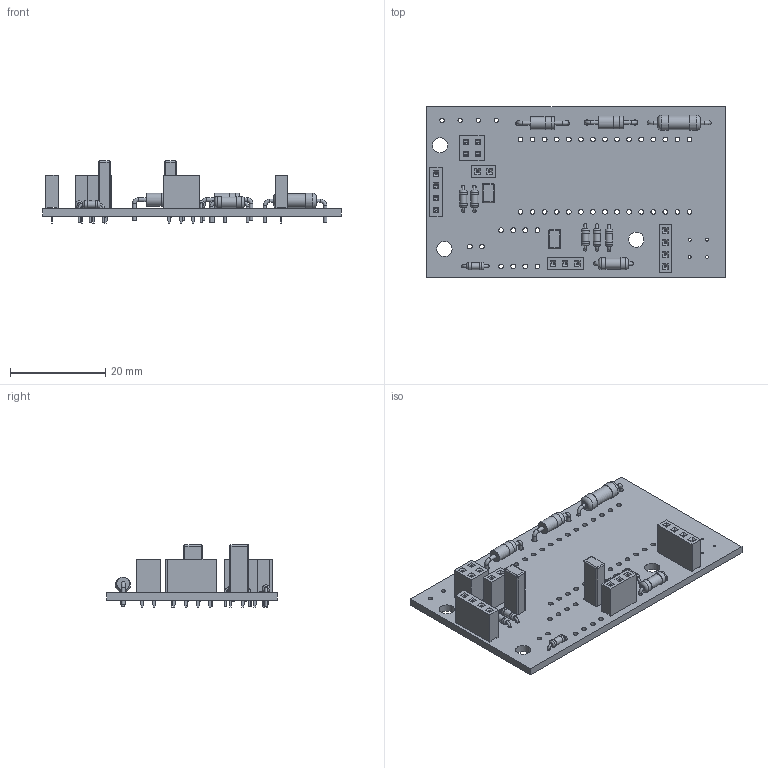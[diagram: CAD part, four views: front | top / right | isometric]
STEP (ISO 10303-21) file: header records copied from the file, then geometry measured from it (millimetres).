
FILE_DESCRIPTION(('KiCad electronic assembly'),'2;1');
FILE_NAME('TTSv4.step','2021-02-21T20:41:05',('An Author'),('A Company') ,'Open CASCADE STEP processor 6.9','KiCad to STEP converter','Unknown' );
FILE_SCHEMA(('AUTOMOTIVE_DESIGN { 1 0 10303 214 1 1 1 1 }'));
Length unit declared in the file: millimetre
Products named in the file (20): Open CASCADE STEP translator 6.9 1; R_Axial_DIN0207_L6.3mm_D2.5mm_P7.62mm_Horizontal; SOLID; R_Axial_DIN0204_L3.6mm_D1.6mm_P5.08mm_Horizontal; C_Rect_L4.0mm_W2.5mm_P2.50mm; R_Axial_DIN0309_L9.0mm_D3.2mm_P12.70mm_Horizontal; D_DO-41_SOD81_P10.16mm_Horizontal; PinSocket_1x04_P2.54mm_Vertical; PinSocket_1x02_P2.54mm_Vertical; PinSocket_2x02_P2.54mm_Vertical; PinSocket_1x03_P2.54mm_Vertical; COMPOUND
Assembly tree (27 placements, depth 3):
  Open CASCADE STEP translator 6.9 1
    R_Axial_DIN0207_L6.3mm_D2.5mm_P7.62mm_Horizontal
      SOLID
    R_Axial_DIN0204_L3.6mm_D1.6mm_P5.08mm_Horizontal  x6
      SOLID
    C_Rect_L4.0mm_W2.5mm_P2.50mm  x2
      SOLID
    R_Axial_DIN0309_L9.0mm_D3.2mm_P12.70mm_Horizontal
      SOLID
    D_DO-41_SOD81_P10.16mm_Horizontal  x2
      SOLID
    PinSocket_1x04_P2.54mm_Vertical  x2
      SOLID
    PinSocket_1x02_P2.54mm_Vertical
      SOLID
    PinSocket_2x02_P2.54mm_Vertical
      SOLID
    PinSocket_1x03_P2.54mm_Vertical
      SOLID
    COMPOUND
Bounding box: 62.89 x 35.94 x 13.1 mm (x, y, z)
Volume: 4618.8 mm3; surface area: 7327.1 mm2
Topology: 18 solids, 18 shells, 871 faces, 2094 edges, 1346 vertices
Faces by surface type: plane 659, cylinder 168, torus 36, sphere 8
Full cylindrical faces by diameter (mm): 0.5 x16, 0.6 x6, 0.7 x16, 0.8 x16, 0.9 x4, 1 x57, 1.1 x4, 1.44 x6, 1.6 x12, 2.25 x1, 2.5 x2, 2.7 x4, 2.72 x2, 2.88 x1, 3.2 x5
Entity records: 45495 total; most frequent: CARTESIAN_POINT 8789, DIRECTION 6212, LINE 4158, VECTOR 4158, ORIENTED_EDGE 3124, PCURVE 3124, DEFINITIONAL_REPRESENTATION 3124, EDGE_CURVE 1562
